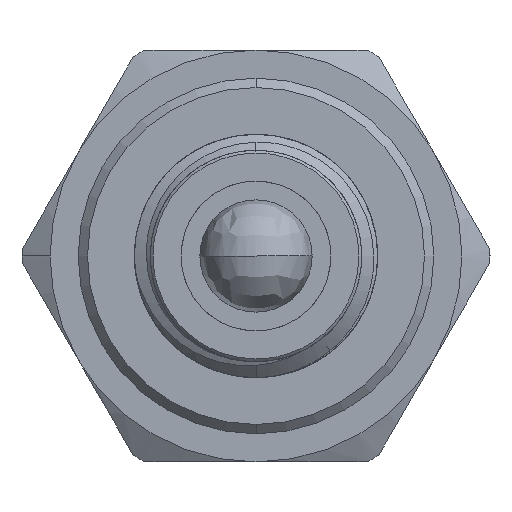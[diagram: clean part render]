
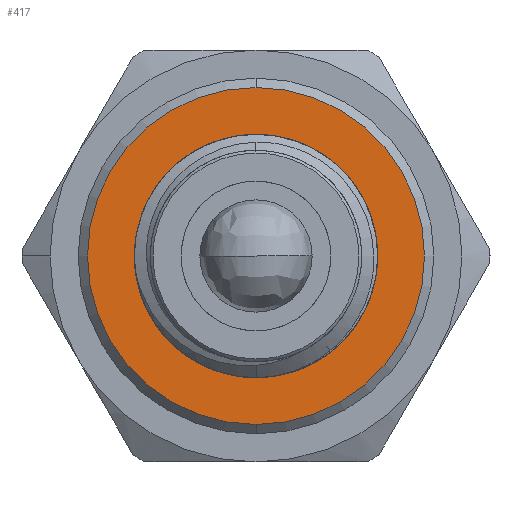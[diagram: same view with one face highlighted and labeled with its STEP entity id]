
A CAD part, front view. The second image highlights one B-rep face of the part: STEP entity #417.
In plain terms, the highlighted planar face has unit normal (0, -1, 0).
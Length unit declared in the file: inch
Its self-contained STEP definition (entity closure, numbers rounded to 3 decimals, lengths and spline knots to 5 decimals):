
#417 = ADVANCED_FACE ( 'NONE', ( #10359, #6971 ), #10468, .T. ) ;
#894 = DIRECTION ( 'NONE',  ( 0., -1., 0. ) ) ;
#1041 = CARTESIAN_POINT ( 'NONE',  ( 0., -0.23622, 0. ) ) ;
#1113 = EDGE_LOOP ( 'NONE', ( #2634, #9025 ) ) ;
#1139 = CIRCLE ( 'NONE', #6444, 0.21654 ) ;
#1142 = EDGE_CURVE ( 'NONE', #4465, #7295, #1139, .T. ) ;
#1280 = CARTESIAN_POINT ( 'NONE',  ( 0., -0.23622, 0. ) ) ;
#1983 = CARTESIAN_POINT ( 'NONE',  ( 0., -0.23622, 0. ) ) ;
#2323 = EDGE_CURVE ( 'NONE', #6218, #8858, #4269, .T. ) ;
#2462 = CIRCLE ( 'NONE', #10147, 0.21654 ) ;
#2634 = ORIENTED_EDGE ( 'NONE', *, *, #2323, .F. ) ;
#2670 = CARTESIAN_POINT ( 'NONE',  ( 0., -0.23622, 0. ) ) ;
#3053 = DIRECTION ( 'NONE',  ( 0., 0., -1. ) ) ;
#3546 = CARTESIAN_POINT ( 'NONE',  ( 0., -0.23622, 0. ) ) ;
#3581 = DIRECTION ( 'NONE',  ( 0., 1., 0. ) ) ;
#4269 = CIRCLE ( 'NONE', #6638, 0.35433 ) ;
#4464 = AXIS2_PLACEMENT_3D ( 'NONE', #1280, #9311, #7418 ) ;
#4465 = VERTEX_POINT ( 'NONE', #8801 ) ;
#4604 = CARTESIAN_POINT ( 'NONE',  ( 0., -0.23622, -0.35433 ) ) ;
#5135 = ORIENTED_EDGE ( 'NONE', *, *, #10231, .T. ) ;
#5366 = DIRECTION ( 'NONE',  ( 0., 1., 0. ) ) ;
#5486 = DIRECTION ( 'NONE',  ( 0., 0., -1. ) ) ;
#5761 = EDGE_LOOP ( 'NONE', ( #8013, #5135 ) ) ;
#6218 = VERTEX_POINT ( 'NONE', #10600 ) ;
#6444 = AXIS2_PLACEMENT_3D ( 'NONE', #1983, #9826, #5486 ) ;
#6618 = AXIS2_PLACEMENT_3D ( 'NONE', #3546, #894, #8523 ) ;
#6638 = AXIS2_PLACEMENT_3D ( 'NONE', #1041, #3581, #7927 ) ;
#6971 = FACE_OUTER_BOUND ( 'NONE', #1113, .T. ) ;
#7295 = VERTEX_POINT ( 'NONE', #11260 ) ;
#7418 = DIRECTION ( 'NONE',  ( 0., 0., 1. ) ) ;
#7927 = DIRECTION ( 'NONE',  ( 0., 0., 1. ) ) ;
#8001 = EDGE_CURVE ( 'NONE', #8858, #6218, #10312, .T. ) ;
#8013 = ORIENTED_EDGE ( 'NONE', *, *, #1142, .T. ) ;
#8523 = DIRECTION ( 'NONE',  ( 0., 0., -1. ) ) ;
#8801 = CARTESIAN_POINT ( 'NONE',  ( 0., -0.23622, -0.21654 ) ) ;
#8858 = VERTEX_POINT ( 'NONE', #4604 ) ;
#9025 = ORIENTED_EDGE ( 'NONE', *, *, #8001, .F. ) ;
#9311 = DIRECTION ( 'NONE',  ( 0., 1., 0. ) ) ;
#9826 = DIRECTION ( 'NONE',  ( 0., 1., 0. ) ) ;
#10147 = AXIS2_PLACEMENT_3D ( 'NONE', #2670, #5366, #3053 ) ;
#10231 = EDGE_CURVE ( 'NONE', #7295, #4465, #2462, .T. ) ;
#10312 = CIRCLE ( 'NONE', #4464, 0.35433 ) ;
#10359 = FACE_BOUND ( 'NONE', #5761, .T. ) ;
#10468 = PLANE ( 'NONE',  #6618 ) ;
#10600 = CARTESIAN_POINT ( 'NONE',  ( 0., -0.23622, 0.35433 ) ) ;
#11260 = CARTESIAN_POINT ( 'NONE',  ( 0., -0.23622, 0.21654 ) ) ;
